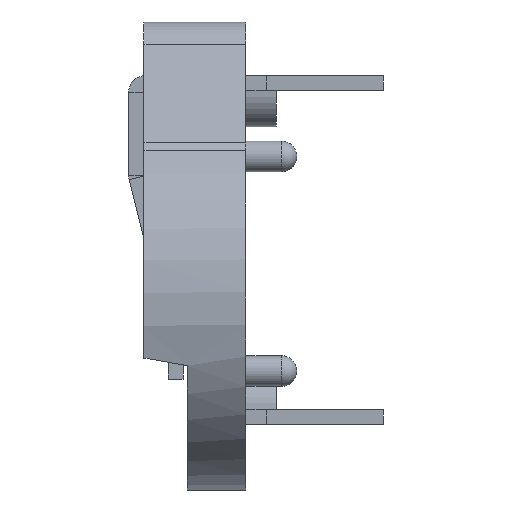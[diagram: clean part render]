
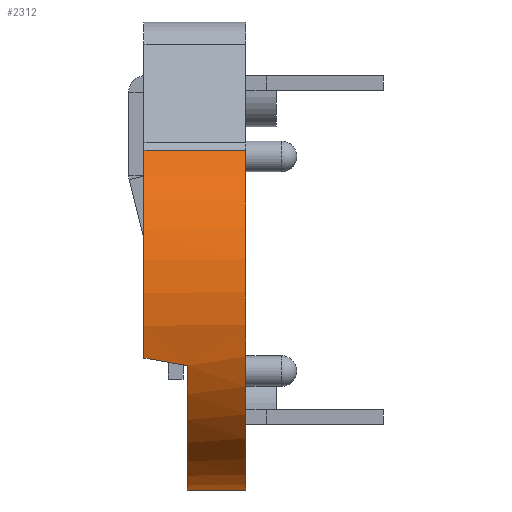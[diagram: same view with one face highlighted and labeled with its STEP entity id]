
A CAD part, left-side view. The second image highlights one B-rep face of the part: STEP entity #2312.
In plain terms, the highlighted cylindrical face has radius 9.525 mm (diameter 19.05 mm), a partial arc.
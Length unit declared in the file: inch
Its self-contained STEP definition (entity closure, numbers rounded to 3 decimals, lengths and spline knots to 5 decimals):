
#12 = CIRCLE ( 'NONE', #809, 0.375 ) ;
#91 = LINE ( 'NONE', #2358, #520 ) ;
#119 = DIRECTION ( 'NONE',  ( 0., 1., 0. ) ) ;
#183 = DIRECTION ( 'NONE',  ( 0., 0., 1. ) ) ;
#185 = CARTESIAN_POINT ( 'NONE',  ( 0., 0., 0. ) ) ;
#208 = CARTESIAN_POINT ( 'NONE',  ( -0.35358, 0.14312, -0.12503 ) ) ;
#218 = DIRECTION ( 'NONE',  ( 0., 1., 0. ) ) ;
#232 = VECTOR ( 'NONE', #977, 39.37008 ) ;
#290 = VERTEX_POINT ( 'NONE', #1839 ) ;
#337 = CIRCLE ( 'NONE', #1901, 0.375 ) ;
#395 =( BOUNDED_CURVE ( )  B_SPLINE_CURVE ( 3, ( #1542, #208, #2234, #2668 ),
 .UNSPECIFIED., .F., .F. ) 
 B_SPLINE_CURVE_WITH_KNOTS ( ( 4, 4 ),
 ( 4.35841, 4.4007 ),
 .UNSPECIFIED. ) 
 CURVE ( )  GEOMETRIC_REPRESENTATION_ITEM ( )  RATIONAL_B_SPLINE_CURVE ( ( 1., 1., 1., 1. ) ) 
 REPRESENTATION_ITEM ( '' )  );
#520 = VECTOR ( 'NONE', #119, 39.37008 ) ;
#577 = VERTEX_POINT ( 'NONE', #1959 ) ;
#579 = CARTESIAN_POINT ( 'NONE',  ( -0.23383, 0., 0.29317 ) ) ;
#641 = AXIS2_PLACEMENT_3D ( 'NONE', #2201, #2867, #183 ) ;
#809 = AXIS2_PLACEMENT_3D ( 'NONE', #2590, #1258, #2816 ) ;
#810 = CARTESIAN_POINT ( 'NONE',  ( 0., 0.2, 0. ) ) ;
#918 = CARTESIAN_POINT ( 'NONE',  ( -0.025, 0., -0.37417 ) ) ;
#977 = DIRECTION ( 'NONE',  ( 0., 1., 0. ) ) ;
#1067 = VERTEX_POINT ( 'NONE', #918 ) ;
#1203 = CARTESIAN_POINT ( 'NONE',  ( -0.23383, 0.2, 0.29317 ) ) ;
#1258 = DIRECTION ( 'NONE',  ( 0., -1., 0. ) ) ;
#1321 = VERTEX_POINT ( 'NONE', #579 ) ;
#1329 = EDGE_CURVE ( 'NONE', #1067, #290, #91, .T. ) ;
#1470 = DIRECTION ( 'NONE',  ( 0., 1., 0. ) ) ;
#1542 = CARTESIAN_POINT ( 'NONE',  ( -0.35175, 0.115, -0.12999 ) ) ;
#1604 = VERTEX_POINT ( 'NONE', #1203 ) ;
#1643 = AXIS2_PLACEMENT_3D ( 'NONE', #810, #1470, #2826 ) ;
#1655 = FACE_OUTER_BOUND ( 'NONE', #2456, .T. ) ;
#1679 = EDGE_CURVE ( 'NONE', #1067, #1321, #337, .T. ) ;
#1773 = DIRECTION ( 'NONE',  ( 0., 0., 1. ) ) ;
#1775 = ORIENTED_EDGE ( 'NONE', *, *, #2870, .F. ) ;
#1839 = CARTESIAN_POINT ( 'NONE',  ( -0.025, 0.115, -0.37417 ) ) ;
#1901 = AXIS2_PLACEMENT_3D ( 'NONE', #185, #218, #1773 ) ;
#1928 = CIRCLE ( 'NONE', #1643, 0.375 ) ;
#1959 = CARTESIAN_POINT ( 'NONE',  ( -0.35175, 0.115, -0.12999 ) ) ;
#1968 = ORIENTED_EDGE ( 'NONE', *, *, #2163, .T. ) ;
#2158 = EDGE_CURVE ( 'NONE', #2846, #1604, #1928, .T. ) ;
#2163 = EDGE_CURVE ( 'NONE', #577, #290, #12, .T. ) ;
#2201 = CARTESIAN_POINT ( 'NONE',  ( 0., -0.99349, 0. ) ) ;
#2231 = ORIENTED_EDGE ( 'NONE', *, *, #2158, .F. ) ;
#2234 = CARTESIAN_POINT ( 'NONE',  ( -0.35531, 0.17146, -0.12003 ) ) ;
#2312 = ADVANCED_FACE ( 'NONE', ( #1655 ), #2666, .T. ) ;
#2353 = ORIENTED_EDGE ( 'NONE', *, *, #1679, .T. ) ;
#2358 = CARTESIAN_POINT ( 'NONE',  ( -0.025, -0.99349, -0.37417 ) ) ;
#2427 = ORIENTED_EDGE ( 'NONE', *, *, #2471, .T. ) ;
#2454 = CARTESIAN_POINT ( 'NONE',  ( -0.35693, 0.2, -0.115 ) ) ;
#2456 = EDGE_LOOP ( 'NONE', ( #2803, #2353, #2427, #2231, #1775, #1968 ) ) ;
#2471 = EDGE_CURVE ( 'NONE', #1321, #1604, #2584, .T. ) ;
#2584 = LINE ( 'NONE', #2774, #232 ) ;
#2590 = CARTESIAN_POINT ( 'NONE',  ( 0., 0.115, 0. ) ) ;
#2666 = CYLINDRICAL_SURFACE ( 'NONE', #641, 0.375 ) ;
#2668 = CARTESIAN_POINT ( 'NONE',  ( -0.35693, 0.2, -0.115 ) ) ;
#2774 = CARTESIAN_POINT ( 'NONE',  ( -0.23383, -0.99349, 0.29317 ) ) ;
#2803 = ORIENTED_EDGE ( 'NONE', *, *, #1329, .F. ) ;
#2816 = DIRECTION ( 'NONE',  ( 0., 0., -1. ) ) ;
#2826 = DIRECTION ( 'NONE',  ( 0., 0., 1. ) ) ;
#2846 = VERTEX_POINT ( 'NONE', #2454 ) ;
#2867 = DIRECTION ( 'NONE',  ( 0., 1., 0. ) ) ;
#2870 = EDGE_CURVE ( 'NONE', #577, #2846, #395, .T. ) ;
